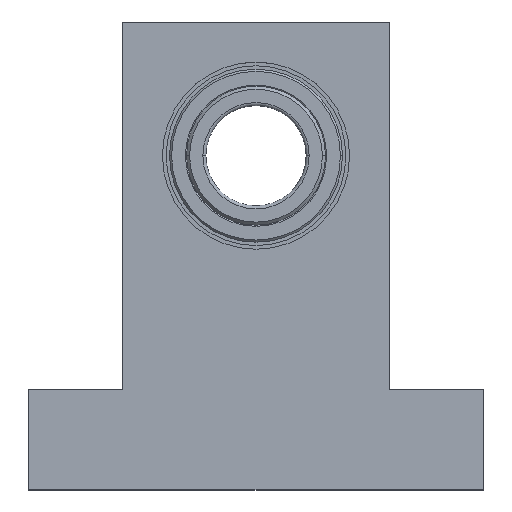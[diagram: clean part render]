
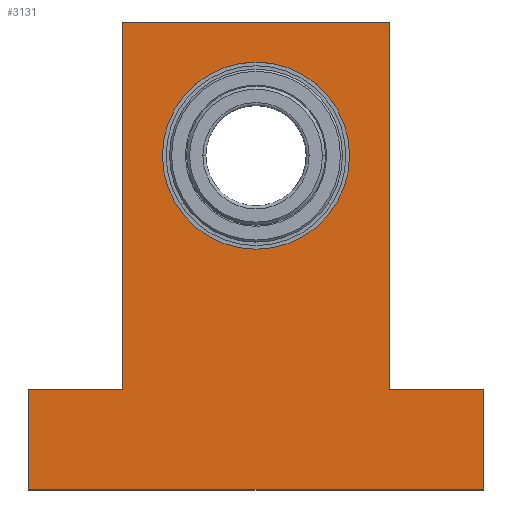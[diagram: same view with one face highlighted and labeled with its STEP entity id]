
A CAD part, top view. The second image highlights one B-rep face of the part: STEP entity #3131.
In plain terms, the highlighted planar face has unit normal (0, 0, 1).
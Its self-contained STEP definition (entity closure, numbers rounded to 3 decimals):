
#64 = EDGE_CURVE ( 'NONE', #388, #421, #884, .T. ) ;
#65 = EDGE_CURVE ( 'NONE', #399, #380, #866, .T. ) ;
#72 = AXIS2_PLACEMENT_3D ( 'NONE', #1647, #1648, #1649 ) ;
#105 = EDGE_CURVE ( 'NONE', #380, #399, #907, .T. ) ;
#110 = EDGE_CURVE ( 'NONE', #376, #388, #914, .T. ) ;
#118 = EDGE_CURVE ( 'NONE', #377, #376, #904, .T. ) ;
#190 = ORIENTED_EDGE ( 'NONE', *, *, #1221, .T. ) ;
#191 = ORIENTED_EDGE ( 'NONE', *, *, #1204, .T. ) ;
#192 = ORIENTED_EDGE ( 'NONE', *, *, #2904, .T. ) ;
#193 = ORIENTED_EDGE ( 'NONE', *, *, #1199, .T. ) ;
#196 = ORIENTED_EDGE ( 'NONE', *, *, #105, .F. ) ;
#221 = ORIENTED_EDGE ( 'NONE', *, *, #110, .T. ) ;
#224 = ORIENTED_EDGE ( 'NONE', *, *, #64, .T. ) ;
#233 = ORIENTED_EDGE ( 'NONE', *, *, #2937, .T. ) ;
#237 = ORIENTED_EDGE ( 'NONE', *, *, #118, .T. ) ;
#243 = ORIENTED_EDGE ( 'NONE', *, *, #65, .F. ) ;
#376 = VERTEX_POINT ( 'NONE', #1737 ) ;
#377 = VERTEX_POINT ( 'NONE', #1759 ) ;
#380 = VERTEX_POINT ( 'NONE', #1740 ) ;
#388 = VERTEX_POINT ( 'NONE', #1767 ) ;
#394 = VERTEX_POINT ( 'NONE', #1814 ) ;
#399 = VERTEX_POINT ( 'NONE', #1776 ) ;
#406 = VERTEX_POINT ( 'NONE', #1777 ) ;
#418 = VERTEX_POINT ( 'NONE', #1795 ) ;
#420 = VERTEX_POINT ( 'NONE', #1802 ) ;
#421 = VERTEX_POINT ( 'NONE', #1788 ) ;
#603 = EDGE_LOOP ( 'NONE', ( #196, #243 ) ) ;
#621 = EDGE_LOOP ( 'NONE', ( #237, #221, #224, #190, #233, #192, #191, #193 ) ) ;
#741 = VECTOR ( 'NONE', #1904, 1000. ) ;
#745 = LINE ( 'NONE', #1935, #741 ) ;
#776 = LINE ( 'NONE', #1958, #779 ) ;
#779 = VECTOR ( 'NONE', #1983, 1000. ) ;
#866 = CIRCLE ( 'NONE', #72, 14. ) ;
#875 = VECTOR ( 'NONE', #1644, 1000. ) ;
#884 = LINE ( 'NONE', #1646, #875 ) ;
#889 = VECTOR ( 'NONE', #1743, 1000. ) ;
#902 = VECTOR ( 'NONE', #1755, 1000. ) ;
#904 = LINE ( 'NONE', #1705, #902 ) ;
#907 = CIRCLE ( 'NONE', #2833, 14. ) ;
#914 = LINE ( 'NONE', #1734, #889 ) ;
#929 = LINE ( 'NONE', #1934, #931 ) ;
#931 = VECTOR ( 'NONE', #1902, 1000. ) ;
#1045 = DIRECTION ( 'NONE',  ( 0., 0., -1. ) ) ;
#1050 = DIRECTION ( 'NONE',  ( -1., 0., 0. ) ) ;
#1059 = PLANE ( 'NONE',  #2988 ) ;
#1063 = CARTESIAN_POINT ( 'NONE',  ( 0., 0., 7.5 ) ) ;
#1199 = EDGE_CURVE ( 'NONE', #420, #377, #929, .T. ) ;
#1204 = EDGE_CURVE ( 'NONE', #406, #420, #745, .T. ) ;
#1221 = EDGE_CURVE ( 'NONE', #421, #394, #776, .T. ) ;
#1621 = CARTESIAN_POINT ( 'NONE',  ( -20., 20., 7.5 ) ) ;
#1630 = DIRECTION ( 'NONE',  ( -1., 0., 0. ) ) ;
#1644 = DIRECTION ( 'NONE',  ( 0., 1., 0. ) ) ;
#1646 = CARTESIAN_POINT ( 'NONE',  ( 34., -35., 7.5 ) ) ;
#1647 = CARTESIAN_POINT ( 'NONE',  ( 0., 0., 7.5 ) ) ;
#1648 = DIRECTION ( 'NONE',  ( 0., 0., 1. ) ) ;
#1649 = DIRECTION ( 'NONE',  ( 1., 0., 0. ) ) ;
#1694 = CARTESIAN_POINT ( 'NONE',  ( 0., 0., 7.5 ) ) ;
#1697 = DIRECTION ( 'NONE',  ( 1., 0., 0. ) ) ;
#1705 = CARTESIAN_POINT ( 'NONE',  ( -34., -35., 7.5 ) ) ;
#1714 = DIRECTION ( 'NONE',  ( 0., 0., 1. ) ) ;
#1734 = CARTESIAN_POINT ( 'NONE',  ( 34., -50., 7.5 ) ) ;
#1737 = CARTESIAN_POINT ( 'NONE',  ( -34., -50., 7.5 ) ) ;
#1740 = CARTESIAN_POINT ( 'NONE',  ( 14., 0., 7.5 ) ) ;
#1743 = DIRECTION ( 'NONE',  ( 1., 0., 0. ) ) ;
#1755 = DIRECTION ( 'NONE',  ( 0., -1., 0. ) ) ;
#1759 = CARTESIAN_POINT ( 'NONE',  ( -34., -35., 7.5 ) ) ;
#1767 = CARTESIAN_POINT ( 'NONE',  ( 34., -50., 7.5 ) ) ;
#1776 = CARTESIAN_POINT ( 'NONE',  ( -14., 0., 7.5 ) ) ;
#1777 = CARTESIAN_POINT ( 'NONE',  ( -20., 20., 7.5 ) ) ;
#1788 = CARTESIAN_POINT ( 'NONE',  ( 34., -35., 7.5 ) ) ;
#1795 = CARTESIAN_POINT ( 'NONE',  ( 20., 20., 7.5 ) ) ;
#1802 = CARTESIAN_POINT ( 'NONE',  ( -20., -35., 7.5 ) ) ;
#1814 = CARTESIAN_POINT ( 'NONE',  ( 20., -35., 7.5 ) ) ;
#1902 = DIRECTION ( 'NONE',  ( -1., 0., 0. ) ) ;
#1904 = DIRECTION ( 'NONE',  ( 0., -1., 0. ) ) ;
#1934 = CARTESIAN_POINT ( 'NONE',  ( -20., -35., 7.5 ) ) ;
#1935 = CARTESIAN_POINT ( 'NONE',  ( -20., 20., 7.5 ) ) ;
#1958 = CARTESIAN_POINT ( 'NONE',  ( 20., -35., 7.5 ) ) ;
#1983 = DIRECTION ( 'NONE',  ( -1., 0., 0. ) ) ;
#2187 = LINE ( 'NONE', #1621, #2201 ) ;
#2201 = VECTOR ( 'NONE', #1630, 1000. ) ;
#2242 = VECTOR ( 'NONE', #2942, 1000. ) ;
#2256 = LINE ( 'NONE', #2946, #2242 ) ;
#2459 = FACE_OUTER_BOUND ( 'NONE', #621, .T. ) ;
#2470 = FACE_BOUND ( 'NONE', #603, .T. ) ;
#2833 = AXIS2_PLACEMENT_3D ( 'NONE', #1694, #1714, #1697 ) ;
#2904 = EDGE_CURVE ( 'NONE', #418, #406, #2187, .T. ) ;
#2937 = EDGE_CURVE ( 'NONE', #394, #418, #2256, .T. ) ;
#2942 = DIRECTION ( 'NONE',  ( 0., 1., 0. ) ) ;
#2946 = CARTESIAN_POINT ( 'NONE',  ( 20., 20., 7.5 ) ) ;
#2988 = AXIS2_PLACEMENT_3D ( 'NONE', #1063, #1045, #1050 ) ;
#3131 = ADVANCED_FACE ( 'NONE', ( #2470, #2459 ), #1059, .F. ) ;
